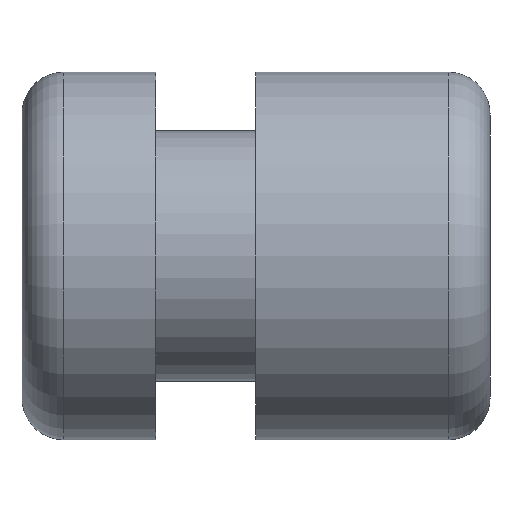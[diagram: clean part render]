
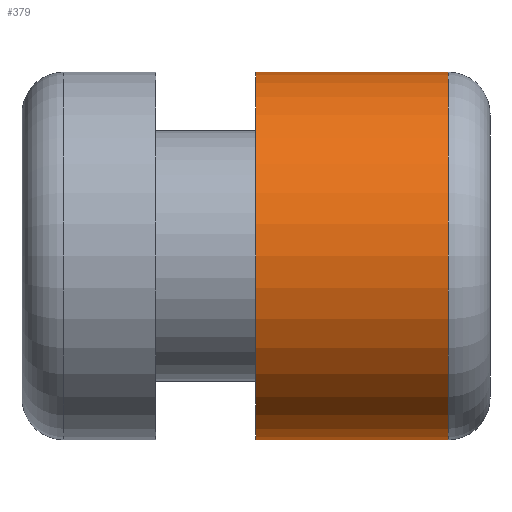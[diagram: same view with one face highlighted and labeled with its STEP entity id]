
A CAD part, left-side view. The second image highlights one B-rep face of the part: STEP entity #379.
In plain terms, the highlighted cylindrical face has radius 2.2 mm (diameter 4.4 mm), a partial arc.
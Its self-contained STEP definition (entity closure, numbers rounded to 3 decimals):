
#13 = DIRECTION ( 'NONE',  ( 0., 1., 0. ) ) ;
#16 = DIRECTION ( 'NONE',  ( 0., 0., 1. ) ) ;
#20 = CARTESIAN_POINT ( 'NONE',  ( 0., 0.5, 0. ) ) ;
#56 = CARTESIAN_POINT ( 'NONE',  ( 0., 2.8, 2.2 ) ) ;
#117 = AXIS2_PLACEMENT_3D ( 'NONE', #20, #126, #281 ) ;
#120 = VERTEX_POINT ( 'NONE', #271 ) ;
#126 = DIRECTION ( 'NONE',  ( 0., 1., 0. ) ) ;
#138 = CARTESIAN_POINT ( 'NONE',  ( 0., 11.066, 0. ) ) ;
#143 = VECTOR ( 'NONE', #13, 1000. ) ;
#158 = VECTOR ( 'NONE', #173, 1000. ) ;
#159 = ORIENTED_EDGE ( 'NONE', *, *, #302, .F. ) ;
#170 = ORIENTED_EDGE ( 'NONE', *, *, #434, .T. ) ;
#173 = DIRECTION ( 'NONE',  ( 0., 1., 0. ) ) ;
#183 = EDGE_LOOP ( 'NONE', ( #293, #170, #192, #159 ) ) ;
#192 = ORIENTED_EDGE ( 'NONE', *, *, #330, .T. ) ;
#193 = VERTEX_POINT ( 'NONE', #250 ) ;
#199 = DIRECTION ( 'NONE',  ( 0., 1., 0. ) ) ;
#204 = CIRCLE ( 'NONE', #415, 2.2 ) ;
#215 = CARTESIAN_POINT ( 'NONE',  ( 0., 0.5, 2.2 ) ) ;
#218 = LINE ( 'NONE', #255, #143 ) ;
#250 = CARTESIAN_POINT ( 'NONE',  ( 0., 2.8, -2.2 ) ) ;
#252 = EDGE_CURVE ( 'NONE', #120, #193, #444, .T. ) ;
#255 = CARTESIAN_POINT ( 'NONE',  ( 0., 11.066, 2.2 ) ) ;
#271 = CARTESIAN_POINT ( 'NONE',  ( 0., 0.5, -2.2 ) ) ;
#281 = DIRECTION ( 'NONE',  ( 0., 0., -1. ) ) ;
#293 = ORIENTED_EDGE ( 'NONE', *, *, #252, .F. ) ;
#302 = EDGE_CURVE ( 'NONE', #193, #375, #204, .T. ) ;
#318 = CYLINDRICAL_SURFACE ( 'NONE', #405, 2.2 ) ;
#330 = EDGE_CURVE ( 'NONE', #386, #375, #218, .T. ) ;
#349 = FACE_OUTER_BOUND ( 'NONE', #183, .T. ) ;
#375 = VERTEX_POINT ( 'NONE', #56 ) ;
#379 = ADVANCED_FACE ( 'NONE', ( #349 ), #318, .T. ) ;
#386 = VERTEX_POINT ( 'NONE', #215 ) ;
#388 = CIRCLE ( 'NONE', #117, 2.2 ) ;
#398 = CARTESIAN_POINT ( 'NONE',  ( 0., 11.066, -2.2 ) ) ;
#405 = AXIS2_PLACEMENT_3D ( 'NONE', #138, #468, #439 ) ;
#415 = AXIS2_PLACEMENT_3D ( 'NONE', #437, #199, #16 ) ;
#434 = EDGE_CURVE ( 'NONE', #120, #386, #388, .T. ) ;
#437 = CARTESIAN_POINT ( 'NONE',  ( 0., 2.8, 0. ) ) ;
#439 = DIRECTION ( 'NONE',  ( 0., 0., 1. ) ) ;
#444 = LINE ( 'NONE', #398, #158 ) ;
#468 = DIRECTION ( 'NONE',  ( 0., 1., 0. ) ) ;
